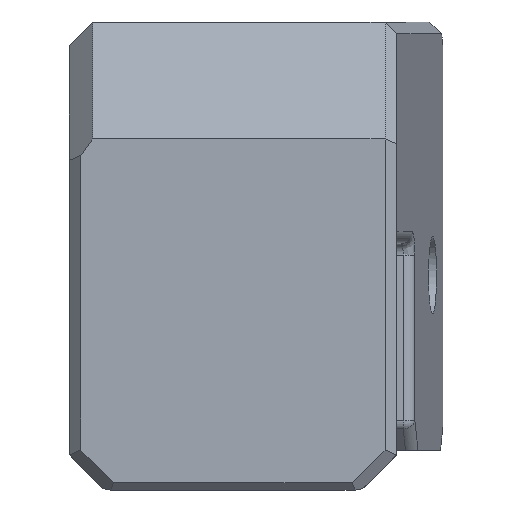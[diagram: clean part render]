
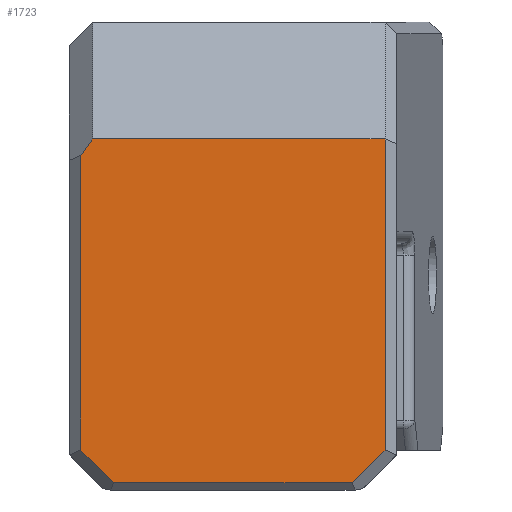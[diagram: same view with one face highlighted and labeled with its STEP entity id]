
A CAD part, left-side view. The second image highlights one B-rep face of the part: STEP entity #1723.
In plain terms, the highlighted planar face has unit normal (-1, 0, 0).
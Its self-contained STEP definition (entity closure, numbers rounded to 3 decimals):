
#192=FACE_OUTER_BOUND('',#294,.T.);
#294=EDGE_LOOP('',(#1238,#1239,#1240,#1241,#1242,#1243,#1244));
#418=LINE('',#3019,#566);
#423=LINE('',#3033,#571);
#427=LINE('',#3181,#575);
#431=LINE('',#3196,#579);
#434=LINE('',#3202,#582);
#435=LINE('',#3203,#583);
#436=LINE('',#3204,#584);
#566=VECTOR('',#2053,10.);
#571=VECTOR('',#2060,1000.);
#575=VECTOR('',#2068,10.);
#579=VECTOR('',#2076,1000.);
#582=VECTOR('',#2081,10.);
#583=VECTOR('',#2082,10.);
#584=VECTOR('',#2083,1000.);
#738=VERTEX_POINT('',#3016);
#739=VERTEX_POINT('',#3018);
#743=VERTEX_POINT('',#3031);
#752=VERTEX_POINT('',#3178);
#753=VERTEX_POINT('',#3180);
#756=VERTEX_POINT('',#3195);
#758=VERTEX_POINT('',#3201);
#913=EDGE_CURVE('',#738,#739,#418,.T.);
#919=EDGE_CURVE('',#738,#743,#423,.T.);
#931=EDGE_CURVE('',#752,#753,#427,.T.);
#936=EDGE_CURVE('',#756,#753,#431,.T.);
#939=EDGE_CURVE('',#758,#743,#434,.T.);
#940=EDGE_CURVE('',#756,#758,#435,.T.);
#941=EDGE_CURVE('',#752,#739,#436,.T.);
#1238=ORIENTED_EDGE('',*,*,#913,.F.);
#1239=ORIENTED_EDGE('',*,*,#919,.T.);
#1240=ORIENTED_EDGE('',*,*,#939,.F.);
#1241=ORIENTED_EDGE('',*,*,#940,.F.);
#1242=ORIENTED_EDGE('',*,*,#936,.T.);
#1243=ORIENTED_EDGE('',*,*,#931,.F.);
#1244=ORIENTED_EDGE('',*,*,#941,.T.);
#1667=PLANE('',#1846);
#1723=ADVANCED_FACE('',(#192),#1667,.F.);
#1846=AXIS2_PLACEMENT_3D('',#3200,#2079,#2080);
#2053=DIRECTION('',(0.,0.707,-0.707));
#2060=DIRECTION('',(0.,0.,1.));
#2068=DIRECTION('',(0.,0.707,0.707));
#2076=DIRECTION('',(0.,0.,-1.));
#2079=DIRECTION('center_axis',(1.,0.,0.));
#2080=DIRECTION('ref_axis',(0.,0.,-1.));
#2081=DIRECTION('',(0.,-1.,0.));
#2082=DIRECTION('',(0.,-0.577,0.816));
#2083=DIRECTION('',(0.,-1.,0.));
#3016=CARTESIAN_POINT('',(-2.5,0.5,1.707));
#3018=CARTESIAN_POINT('',(-2.5,1.907,0.3));
#3019=CARTESIAN_POINT('',(-2.5,-3.271,5.479));
#3031=CARTESIAN_POINT('',(-2.5,0.5,15.));
#3033=CARTESIAN_POINT('',(-2.5,0.5,16.));
#3178=CARTESIAN_POINT('',(-2.5,12.093,0.3));
#3180=CARTESIAN_POINT('',(-2.5,13.5,1.707));
#3181=CARTESIAN_POINT('',(-2.5,13.771,1.979));
#3195=CARTESIAN_POINT('',(-2.5,13.5,14.293));
#3196=CARTESIAN_POINT('',(-2.5,13.5,16.));
#3200=CARTESIAN_POINT('Origin',(-2.5,0.,16.));
#3201=CARTESIAN_POINT('',(-2.5,13.,15.));
#3202=CARTESIAN_POINT('',(-2.5,0.,15.));
#3203=CARTESIAN_POINT('',(-2.5,10.406,18.669));
#3204=CARTESIAN_POINT('',(-2.5,1.5,0.3));
